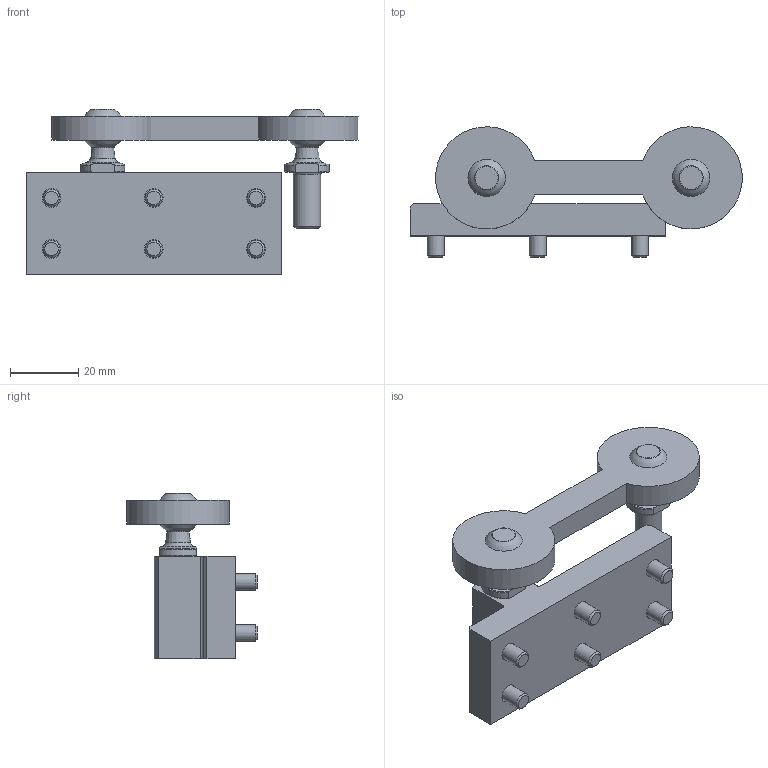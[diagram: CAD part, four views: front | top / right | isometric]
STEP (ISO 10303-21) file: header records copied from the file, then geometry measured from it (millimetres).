
FILE_DESCRIPTION(/* description */ ('STEP AP214'),/* implementation_level */ '2;1');
FILE_NAME(/* name */ '538961_FKC-32',/* time_stamp */ '2024-08-28T13:50:19+02:00',/* author */ ('License CC BY-ND 4.0'),/* organization */ ('CADENAS'),/* preprocessor_version */ 'ST-DEVELOPER v19.3',/* originating_system */ 'PARTsolutions',/* authorisation */ ' ');
FILE_SCHEMA (('AUTOMOTIVE_DESIGN {1 0 10303 214 3 1 1}'));
Length unit declared in the file: millimetre
Products named in the file (5): 538961 FKC-32---(75_0); 679424 FKC-3275032---(PL); DIN-71803 - C - C13; 695601FKC-18/401200---(G); DIN-912 - M5x10(F)
Assembly tree (10 placements, depth 2):
  538961 FKC-32---(75_0)
    679424 FKC-3275032---(PL)
    DIN-71803 - C - C13  x2
    695601FKC-18/401200---(G)
    DIN-912 - M5x10(F)  x6
Bounding box: 97.45 x 38.19 x 48.5 mm (x, y, z)
Volume: 40801.1 mm3; surface area: 19732.8 mm2
Topology: 10 solids, 10 shells, 253 faces, 506 edges, 288 vertices
Faces by surface type: plane 122, cone 74, cylinder 37, torus 16, sphere 4
Full cylindrical faces by diameter (mm): 5 x6, 5.5 x6, 6.647 x1, 8 x2, 8.1 x1, 8.5 x6, 10 x6
Entity records: 2537 total; most frequent: CARTESIAN_POINT 447, DIRECTION 434, ORIENTED_EDGE 320, AXIS2_PLACEMENT_3D 186, EDGE_CURVE 160, FACE_BOUND 155, EDGE_LOOP 154, VERTEX_POINT 119
